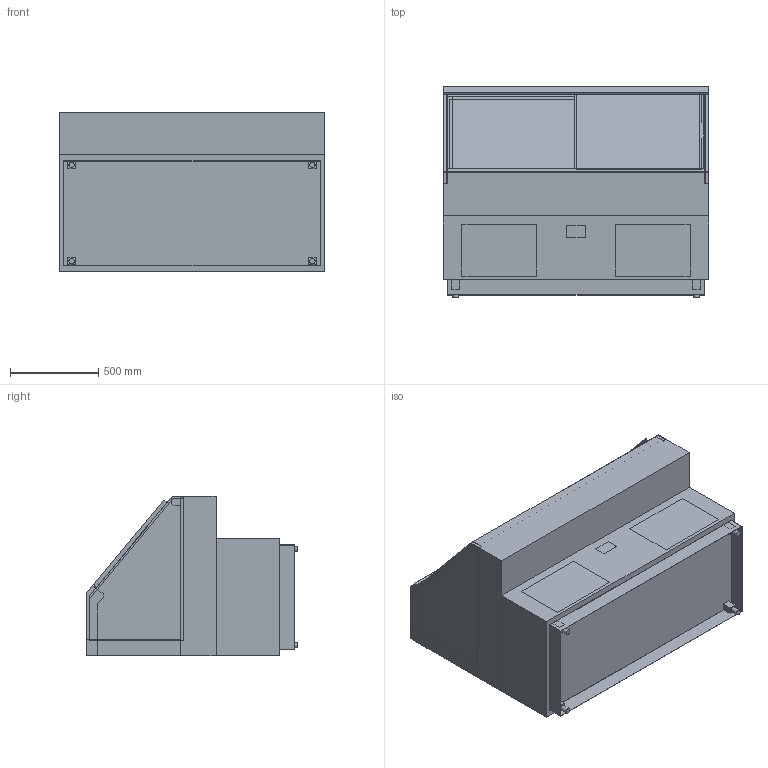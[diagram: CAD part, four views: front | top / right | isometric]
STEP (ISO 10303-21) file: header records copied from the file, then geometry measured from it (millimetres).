
FILE_DESCRIPTION(/* description */ ('vereinfachte Modell'),/* implementation_level */ '2;1');
FILE_NAME(/* name */ '3D-AKE-00047689.stp',/* time_stamp */ '2024-04-18T14:17:24+02:00',/* author */ ('julian.lux'),/* organization */ (''),/* preprocessor_version */ 'ST-DEVELOPER v18.1',/* originating_system */ 'Autodesk Inventor 2020',/* authorisation */ '');
FILE_SCHEMA (('AUTOMOTIVE_DESIGN { 1 0 10303 214 3 1 1 }'));
Length unit declared in the file: millimetre
Products named in the file (1): 3D-AKE-00047689
Bounding box: 1500 x 1194 x 902 mm (x, y, z)
Volume: 651578715 mm3; surface area: 24905386.4 mm2
Topology: 47 solids, 47 shells, 456 faces, 1085 edges, 724 vertices
Faces by surface type: plane 425, cylinder 31
Full cylindrical faces by diameter (mm): 30 x4
Entity records: 12980 total; most frequent: CARTESIAN_POINT 2266, ORIENTED_EDGE 2170, DIRECTION 2069, EDGE_CURVE 1085, LINE 1015, VECTOR 1015, VERTEX_POINT 724, AXIS2_PLACEMENT_3D 527
